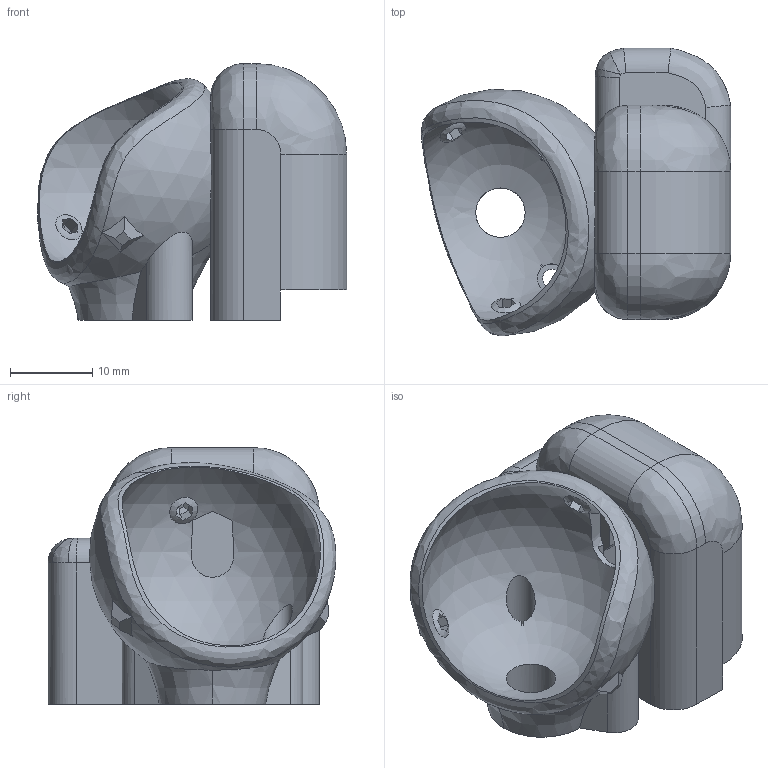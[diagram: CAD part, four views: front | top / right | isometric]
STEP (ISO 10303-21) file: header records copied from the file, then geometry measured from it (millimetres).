
FILE_DESCRIPTION(/* description */ ('HOOPS Exchange Step','CAx-IF Rec.Pracs.---Representation and Presentation of Product Manufacturing Information (PMI)---4.0---2014-10-13'),/* implementation_level */ '2;1');
FILE_NAME(/* name */ 'cool942tb_trackball_case_25mm v5.step',/* time_stamp */ '2025-01-27T12:01:50+09:00',/* author */ (''),/* organization */ (''),/* preprocessor_version */ 'ST-DEVELOPER v20',/* originating_system */ 'Autodesk Translation Framework v13.20.0.188',/* authorisation */ '');
FILE_SCHEMA (('AP242_MANAGED_MODEL_BASED_3D_ENGINEERING_MIM_LF { 1 0 10303 442 1 1 4 }'));
Length unit declared in the file: millimetre
Products named in the file (1): right
Bounding box: 37.59 x 34.96 x 31.2 mm (x, y, z)
Volume: 10328.2 mm3; surface area: 7819.6 mm2
Topology: 1 solids, 1 shells, 169 faces, 456 edges, 291 vertices
Faces by surface type: plane 126, cylinder 22, bspline 19, sphere 2
Full cylindrical faces by diameter (mm): 2.2 x2, 4.9 x2, 6 x1
Entity records: 9452 total; most frequent: CARTESIAN_POINT 5337, ORIENTED_EDGE 910, DIRECTION 755, EDGE_CURVE 455, LINE 299, VECTOR 299, VERTEX_POINT 291, AXIS2_PLACEMENT_3D 228
